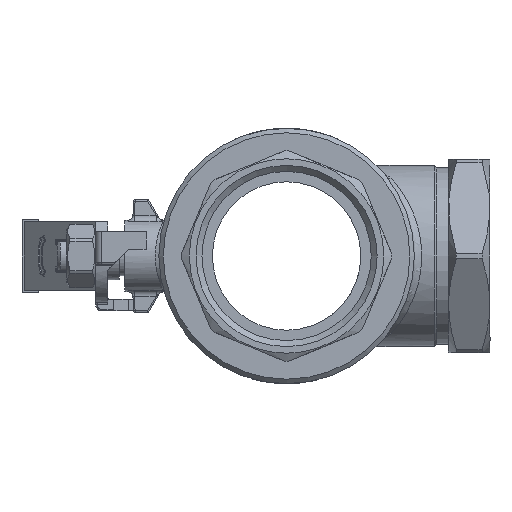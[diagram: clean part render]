
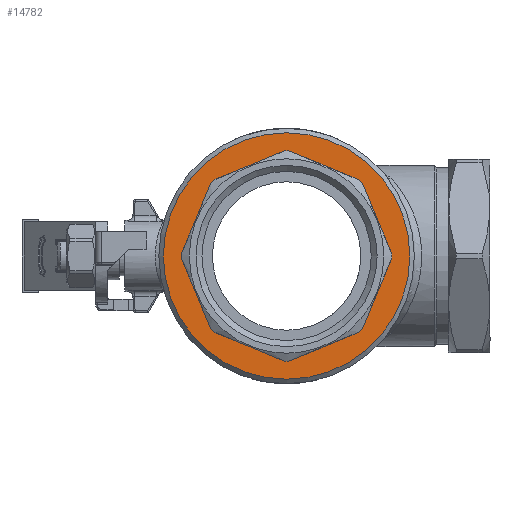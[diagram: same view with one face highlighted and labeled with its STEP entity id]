
A CAD part, left-side view. The second image highlights one B-rep face of the part: STEP entity #14782.
In plain terms, the highlighted face is planar.
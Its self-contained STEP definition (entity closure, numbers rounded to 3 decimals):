
#506=FACE_BOUND('',#2883,.T.);
#783=PLANE('',#16060);
#2018=FACE_OUTER_BOUND('',#2882,.T.);
#2882=EDGE_LOOP('',(#12722,#12723));
#2883=EDGE_LOOP('',(#12724,#12725,#12726,#12727,#12728,#12729,#12730,#12731,
#12732,#12733,#12734,#12735,#12736,#12737,#12738,#12739));
#4088=CIRCLE('',#16046,35.4);
#4089=CIRCLE('',#16049,35.4);
#4090=CIRCLE('',#16052,35.4);
#4091=CIRCLE('',#16055,35.4);
#4092=CIRCLE('',#16061,41.5);
#4093=CIRCLE('',#16062,41.5);
#4094=CIRCLE('',#16063,35.4);
#4095=CIRCLE('',#16064,35.4);
#4096=CIRCLE('',#16065,35.4);
#4097=CIRCLE('',#16066,35.4);
#4825=LINE('',#29896,#5855);
#4829=LINE('',#29905,#5859);
#4832=LINE('',#29913,#5862);
#4835=LINE('',#29921,#5865);
#4838=LINE('',#29930,#5868);
#4841=LINE('',#29936,#5871);
#4844=LINE('',#29942,#5874);
#4847=LINE('',#29947,#5877);
#5855=VECTOR('',#18550,10.);
#5859=VECTOR('',#18560,10.);
#5862=VECTOR('',#18569,10.);
#5865=VECTOR('',#18578,10.);
#5868=VECTOR('',#18587,10.);
#5871=VECTOR('',#18592,10.);
#5874=VECTOR('',#18597,10.);
#5877=VECTOR('',#18602,10.);
#7201=VERTEX_POINT('',#29893);
#7202=VERTEX_POINT('',#29895);
#7203=VERTEX_POINT('',#29899);
#7204=VERTEX_POINT('',#29903);
#7205=VERTEX_POINT('',#29907);
#7206=VERTEX_POINT('',#29911);
#7207=VERTEX_POINT('',#29915);
#7208=VERTEX_POINT('',#29919);
#7209=VERTEX_POINT('',#29923);
#7210=VERTEX_POINT('',#29927);
#7211=VERTEX_POINT('',#29929);
#7212=VERTEX_POINT('',#29933);
#7213=VERTEX_POINT('',#29935);
#7214=VERTEX_POINT('',#29939);
#7215=VERTEX_POINT('',#29941);
#7216=VERTEX_POINT('',#29945);
#7217=VERTEX_POINT('',#29949);
#7218=VERTEX_POINT('',#29950);
#9108=EDGE_CURVE('',#7201,#7202,#4825,.T.);
#9111=EDGE_CURVE('',#7203,#7201,#4088,.T.);
#9113=EDGE_CURVE('',#7204,#7203,#4829,.T.);
#9115=EDGE_CURVE('',#7205,#7204,#4089,.T.);
#9117=EDGE_CURVE('',#7206,#7205,#4832,.T.);
#9119=EDGE_CURVE('',#7207,#7206,#4090,.T.);
#9121=EDGE_CURVE('',#7208,#7207,#4835,.T.);
#9123=EDGE_CURVE('',#7209,#7208,#4091,.T.);
#9125=EDGE_CURVE('',#7210,#7211,#4838,.T.);
#9128=EDGE_CURVE('',#7212,#7213,#4841,.T.);
#9131=EDGE_CURVE('',#7214,#7215,#4844,.T.);
#9134=EDGE_CURVE('',#7216,#7209,#4847,.T.);
#9135=EDGE_CURVE('',#7217,#7218,#4092,.T.);
#9136=EDGE_CURVE('',#7218,#7217,#4093,.T.);
#9137=EDGE_CURVE('',#7202,#7210,#4094,.T.);
#9138=EDGE_CURVE('',#7215,#7216,#4095,.T.);
#9139=EDGE_CURVE('',#7213,#7214,#4096,.T.);
#9140=EDGE_CURVE('',#7211,#7212,#4097,.T.);
#12722=ORIENTED_EDGE('',*,*,#9135,.T.);
#12723=ORIENTED_EDGE('',*,*,#9136,.T.);
#12724=ORIENTED_EDGE('',*,*,#9137,.F.);
#12725=ORIENTED_EDGE('',*,*,#9108,.F.);
#12726=ORIENTED_EDGE('',*,*,#9111,.F.);
#12727=ORIENTED_EDGE('',*,*,#9113,.F.);
#12728=ORIENTED_EDGE('',*,*,#9115,.F.);
#12729=ORIENTED_EDGE('',*,*,#9117,.F.);
#12730=ORIENTED_EDGE('',*,*,#9119,.F.);
#12731=ORIENTED_EDGE('',*,*,#9121,.F.);
#12732=ORIENTED_EDGE('',*,*,#9123,.F.);
#12733=ORIENTED_EDGE('',*,*,#9134,.F.);
#12734=ORIENTED_EDGE('',*,*,#9138,.F.);
#12735=ORIENTED_EDGE('',*,*,#9131,.F.);
#12736=ORIENTED_EDGE('',*,*,#9139,.F.);
#12737=ORIENTED_EDGE('',*,*,#9128,.F.);
#12738=ORIENTED_EDGE('',*,*,#9140,.F.);
#12739=ORIENTED_EDGE('',*,*,#9125,.F.);
#14782=ADVANCED_FACE('',(#2018,#506),#783,.T.);
#16046=AXIS2_PLACEMENT_3D('',#29901,#18555,#18556);
#16049=AXIS2_PLACEMENT_3D('',#29909,#18564,#18565);
#16052=AXIS2_PLACEMENT_3D('',#29917,#18573,#18574);
#16055=AXIS2_PLACEMENT_3D('',#29925,#18582,#18583);
#16060=AXIS2_PLACEMENT_3D('',#29948,#18603,#18604);
#16061=AXIS2_PLACEMENT_3D('',#29951,#18605,#18606);
#16062=AXIS2_PLACEMENT_3D('',#29952,#18607,#18608);
#16063=AXIS2_PLACEMENT_3D('',#29953,#18609,#18610);
#16064=AXIS2_PLACEMENT_3D('',#29954,#18611,#18612);
#16065=AXIS2_PLACEMENT_3D('',#29955,#18613,#18614);
#16066=AXIS2_PLACEMENT_3D('',#29956,#18615,#18616);
#18550=DIRECTION('',(-0.383,0.,-0.924));
#18555=DIRECTION('center_axis',(0.,-1.,0.));
#18556=DIRECTION('ref_axis',(1.,0.,0.));
#18560=DIRECTION('',(-0.924,0.,-0.383));
#18564=DIRECTION('center_axis',(0.,-1.,0.));
#18565=DIRECTION('ref_axis',(1.,0.,0.));
#18569=DIRECTION('',(-0.924,0.,0.383));
#18573=DIRECTION('center_axis',(0.,-1.,0.));
#18574=DIRECTION('ref_axis',(1.,0.,0.));
#18578=DIRECTION('',(-0.383,0.,0.924));
#18582=DIRECTION('center_axis',(0.,-1.,0.));
#18583=DIRECTION('ref_axis',(1.,0.,0.));
#18587=DIRECTION('',(0.383,0.,-0.924));
#18592=DIRECTION('',(0.924,0.,-0.383));
#18597=DIRECTION('',(0.924,0.,0.383));
#18602=DIRECTION('',(0.383,0.,0.924));
#18603=DIRECTION('center_axis',(0.,-1.,0.));
#18604=DIRECTION('ref_axis',(0.,0.,-1.));
#18605=DIRECTION('center_axis',(0.,-1.,0.));
#18606=DIRECTION('ref_axis',(1.,0.,0.));
#18607=DIRECTION('center_axis',(0.,-1.,0.));
#18608=DIRECTION('ref_axis',(1.,0.,0.));
#18609=DIRECTION('center_axis',(0.,-1.,0.));
#18610=DIRECTION('ref_axis',(1.,0.,0.));
#18611=DIRECTION('center_axis',(0.,-1.,0.));
#18612=DIRECTION('ref_axis',(1.,0.,0.));
#18613=DIRECTION('center_axis',(0.,-1.,0.));
#18614=DIRECTION('ref_axis',(1.,0.,0.));
#18615=DIRECTION('center_axis',(0.,-1.,0.));
#18616=DIRECTION('ref_axis',(1.,0.,0.));
#29893=CARTESIAN_POINT('',(-25.585,23.2,24.466));
#29895=CARTESIAN_POINT('',(-35.391,23.2,0.791));
#29896=CARTESIAN_POINT('',(-33.103,23.2,6.314));
#29899=CARTESIAN_POINT('',(-24.466,23.2,25.585));
#29901=CARTESIAN_POINT('Origin',(0.,23.2,0.));
#29903=CARTESIAN_POINT('',(-0.791,23.2,35.391));
#29905=CARTESIAN_POINT('',(-18.943,23.2,27.873));
#29907=CARTESIAN_POINT('',(0.791,23.2,35.391));
#29909=CARTESIAN_POINT('Origin',(0.,23.2,0.));
#29911=CARTESIAN_POINT('',(24.466,23.2,25.585));
#29913=CARTESIAN_POINT('',(6.314,23.2,33.103));
#29915=CARTESIAN_POINT('',(25.585,23.2,24.466));
#29917=CARTESIAN_POINT('Origin',(0.,23.2,0.));
#29919=CARTESIAN_POINT('',(35.391,23.2,0.791));
#29921=CARTESIAN_POINT('',(27.873,23.2,18.943));
#29923=CARTESIAN_POINT('',(35.391,23.2,-0.791));
#29925=CARTESIAN_POINT('Origin',(0.,23.2,0.));
#29927=CARTESIAN_POINT('',(-35.391,23.2,-0.791));
#29929=CARTESIAN_POINT('',(-25.585,23.2,-24.466));
#29930=CARTESIAN_POINT('',(-27.873,23.2,-18.943));
#29933=CARTESIAN_POINT('',(-24.466,23.2,-25.585));
#29935=CARTESIAN_POINT('',(-0.791,23.2,-35.391));
#29936=CARTESIAN_POINT('',(-6.314,23.2,-33.103));
#29939=CARTESIAN_POINT('',(0.791,23.2,-35.391));
#29941=CARTESIAN_POINT('',(24.466,23.2,-25.585));
#29942=CARTESIAN_POINT('',(18.943,23.2,-27.873));
#29945=CARTESIAN_POINT('',(25.585,23.2,-24.466));
#29947=CARTESIAN_POINT('',(33.103,23.2,-6.314));
#29948=CARTESIAN_POINT('Origin',(35.4,23.2,0.));
#29949=CARTESIAN_POINT('',(41.5,23.2,0.));
#29950=CARTESIAN_POINT('',(-41.5,23.2,0.));
#29951=CARTESIAN_POINT('Origin',(0.,23.2,0.));
#29952=CARTESIAN_POINT('Origin',(0.,23.2,0.));
#29953=CARTESIAN_POINT('Origin',(0.,23.2,0.));
#29954=CARTESIAN_POINT('Origin',(0.,23.2,0.));
#29955=CARTESIAN_POINT('Origin',(0.,23.2,0.));
#29956=CARTESIAN_POINT('Origin',(0.,23.2,0.));
